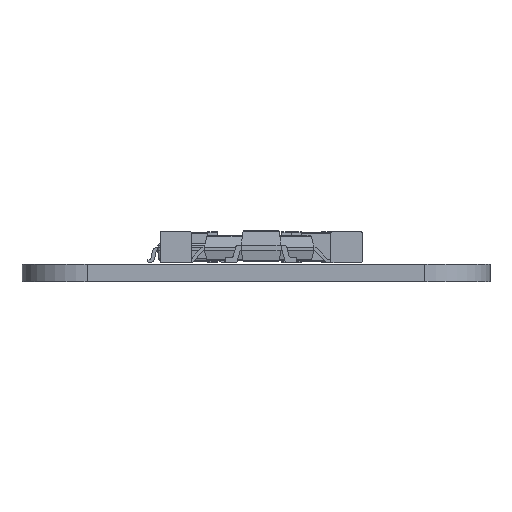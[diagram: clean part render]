
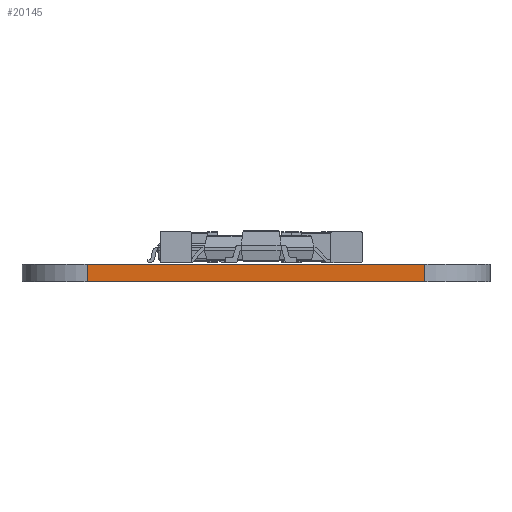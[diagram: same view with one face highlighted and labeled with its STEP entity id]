
A CAD part, front view. The second image highlights one B-rep face of the part: STEP entity #20145.
In plain terms, the highlighted planar face has unit normal (0, -1, 0).
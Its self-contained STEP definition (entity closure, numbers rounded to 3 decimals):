
#19117 = VERTEX_POINT('',#19118);
#19118 = CARTESIAN_POINT('',(0.836,-50.874,0.));
#19125 = EDGE_CURVE('',#19126,#19117,#19128,.T.);
#19126 = VERTEX_POINT('',#19127);
#19127 = CARTESIAN_POINT('',(14.404,-50.874,0.));
#19128 = LINE('',#19129,#19130);
#19129 = CARTESIAN_POINT('',(14.404,-50.874,0.));
#19130 = VECTOR('',#19131,1.);
#19131 = DIRECTION('',(-1.,0.,0.));
#19626 = VERTEX_POINT('',#19627);
#19627 = CARTESIAN_POINT('',(0.836,-50.874,0.7));
#19634 = EDGE_CURVE('',#19635,#19626,#19637,.T.);
#19635 = VERTEX_POINT('',#19636);
#19636 = CARTESIAN_POINT('',(14.404,-50.874,0.7));
#19637 = LINE('',#19638,#19639);
#19638 = CARTESIAN_POINT('',(14.404,-50.874,0.7));
#19639 = VECTOR('',#19640,1.);
#19640 = DIRECTION('',(-1.,0.,0.));
#20117 = EDGE_CURVE('',#19126,#19635,#20118,.T.);
#20118 = LINE('',#20119,#20120);
#20119 = CARTESIAN_POINT('',(14.404,-50.874,0.));
#20120 = VECTOR('',#20121,1.);
#20121 = DIRECTION('',(0.,0.,1.));
#20145 = ADVANCED_FACE('',(#20146),#20157,.T.);
#20146 = FACE_BOUND('',#20147,.T.);
#20147 = EDGE_LOOP('',(#20148,#20149,#20150,#20156));
#20148 = ORIENTED_EDGE('',*,*,#20117,.T.);
#20149 = ORIENTED_EDGE('',*,*,#19634,.T.);
#20150 = ORIENTED_EDGE('',*,*,#20151,.F.);
#20151 = EDGE_CURVE('',#19117,#19626,#20152,.T.);
#20152 = LINE('',#20153,#20154);
#20153 = CARTESIAN_POINT('',(0.836,-50.874,0.));
#20154 = VECTOR('',#20155,1.);
#20155 = DIRECTION('',(0.,0.,1.));
#20156 = ORIENTED_EDGE('',*,*,#19125,.F.);
#20157 = PLANE('',#20158);
#20158 = AXIS2_PLACEMENT_3D('',#20159,#20160,#20161);
#20159 = CARTESIAN_POINT('',(14.404,-50.874,0.));
#20160 = DIRECTION('',(0.,-1.,0.));
#20161 = DIRECTION('',(-1.,0.,0.));
